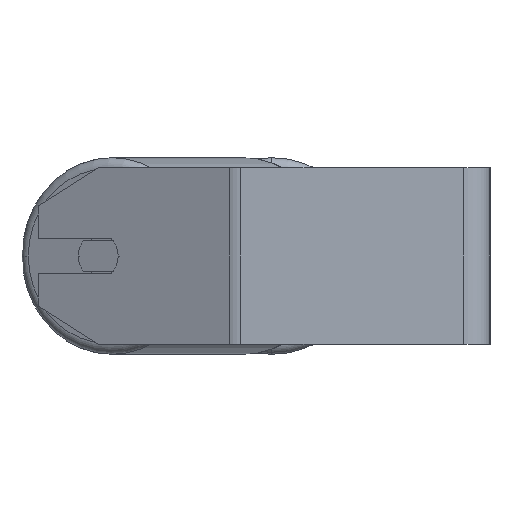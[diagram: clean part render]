
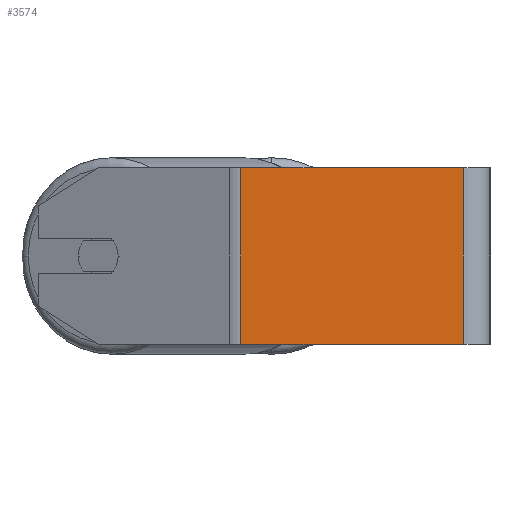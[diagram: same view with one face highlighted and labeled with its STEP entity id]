
A CAD part, left-side view. The second image highlights one B-rep face of the part: STEP entity #3574.
In plain terms, the highlighted planar face has unit normal (-1, 0, 0).
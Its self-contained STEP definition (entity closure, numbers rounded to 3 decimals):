
#337 = VECTOR ( 'NONE', #885, 1000. ) ;
#343 = ORIENTED_EDGE ( 'NONE', *, *, #4864, .F. ) ;
#420 = CARTESIAN_POINT ( 'NONE',  ( -285., 115.417, -40. ) ) ;
#754 = LINE ( 'NONE', #4903, #2378 ) ;
#814 = VECTOR ( 'NONE', #979, 1000. ) ;
#885 = DIRECTION ( 'NONE',  ( 0., 0., -1. ) ) ;
#979 = DIRECTION ( 'NONE',  ( 0., -1., 0. ) ) ;
#1163 = CARTESIAN_POINT ( 'NONE',  ( -285., 115.417, 40. ) ) ;
#1194 = CARTESIAN_POINT ( 'NONE',  ( -285., 112.757, 40. ) ) ;
#1338 = DIRECTION ( 'NONE',  ( 1., 0., 0. ) ) ;
#2378 = VECTOR ( 'NONE', #6792, 1000. ) ;
#2486 = ORIENTED_EDGE ( 'NONE', *, *, #5495, .T. ) ;
#2903 = ORIENTED_EDGE ( 'NONE', *, *, #3737, .T. ) ;
#3155 = LINE ( 'NONE', #5164, #814 ) ;
#3289 = PLANE ( 'NONE',  #6512 ) ;
#3574 = ADVANCED_FACE ( 'NONE', ( #7367 ), #3289, .F. ) ;
#3737 = EDGE_CURVE ( 'NONE', #8166, #4178, #8749, .T. ) ;
#4178 = VERTEX_POINT ( 'NONE', #6542 ) ;
#4864 = EDGE_CURVE ( 'NONE', #5014, #8472, #754, .T. ) ;
#4903 = CARTESIAN_POINT ( 'NONE',  ( -285., 12., 40. ) ) ;
#5014 = VERTEX_POINT ( 'NONE', #7061 ) ;
#5164 = CARTESIAN_POINT ( 'NONE',  ( -285., 115.417, 40. ) ) ;
#5495 = EDGE_CURVE ( 'NONE', #4178, #8472, #5896, .T. ) ;
#5583 = ORIENTED_EDGE ( 'NONE', *, *, #6204, .F. ) ;
#5802 = EDGE_LOOP ( 'NONE', ( #2486, #343, #5583, #2903 ) ) ;
#5896 = LINE ( 'NONE', #420, #5901 ) ;
#5901 = VECTOR ( 'NONE', #8554, 1000. ) ;
#6204 = EDGE_CURVE ( 'NONE', #8166, #5014, #3155, .T. ) ;
#6512 = AXIS2_PLACEMENT_3D ( 'NONE', #1163, #1338, #7943 ) ;
#6542 = CARTESIAN_POINT ( 'NONE',  ( -285., 112.757, -40. ) ) ;
#6792 = DIRECTION ( 'NONE',  ( 0., 0., -1. ) ) ;
#7061 = CARTESIAN_POINT ( 'NONE',  ( -285., 12., 40. ) ) ;
#7367 = FACE_OUTER_BOUND ( 'NONE', #5802, .T. ) ;
#7451 = CARTESIAN_POINT ( 'NONE',  ( -285., 112.757, 40. ) ) ;
#7619 = CARTESIAN_POINT ( 'NONE',  ( -285., 12., -40. ) ) ;
#7943 = DIRECTION ( 'NONE',  ( 0., 0., -1. ) ) ;
#8166 = VERTEX_POINT ( 'NONE', #1194 ) ;
#8472 = VERTEX_POINT ( 'NONE', #7619 ) ;
#8554 = DIRECTION ( 'NONE',  ( 0., -1., 0. ) ) ;
#8749 = LINE ( 'NONE', #7451, #337 ) ;
